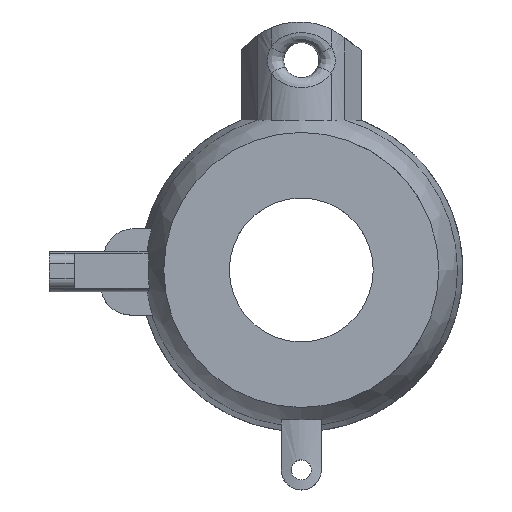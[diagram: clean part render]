
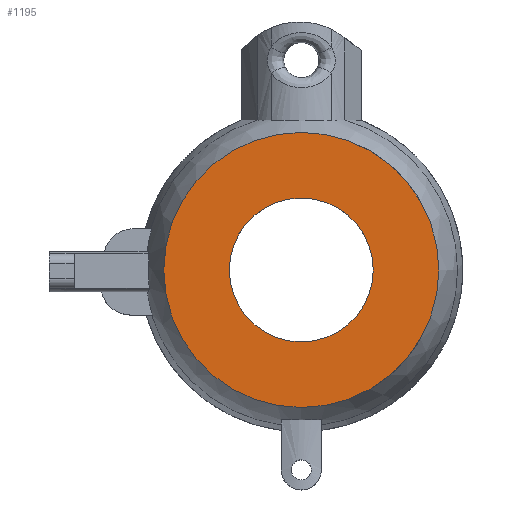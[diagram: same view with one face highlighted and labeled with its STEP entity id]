
A CAD part, top view. The second image highlights one B-rep face of the part: STEP entity #1195.
In plain terms, the highlighted planar face has unit normal (0, 0, 1).
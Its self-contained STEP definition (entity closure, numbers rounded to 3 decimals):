
#43=FACE_BOUND('',#252,.T.);
#113=PLANE('',#1321);
#175=FACE_OUTER_BOUND('',#251,.T.);
#251=EDGE_LOOP('',(#1067));
#252=EDGE_LOOP('',(#1068));
#452=CIRCLE('',#1309,7.2);
#456=CIRCLE('',#1316,13.763);
#568=VERTEX_POINT('',#2692);
#572=VERTEX_POINT('',#2705);
#733=EDGE_CURVE('',#568,#568,#452,.T.);
#739=EDGE_CURVE('',#572,#572,#456,.T.);
#1067=ORIENTED_EDGE('',*,*,#739,.T.);
#1068=ORIENTED_EDGE('',*,*,#733,.T.);
#1195=ADVANCED_FACE('',(#175,#43),#113,.T.);
#1309=AXIS2_PLACEMENT_3D('',#2694,#1581,#1582);
#1316=AXIS2_PLACEMENT_3D('',#2707,#1597,#1598);
#1321=AXIS2_PLACEMENT_3D('',#2714,#1608,#1609);
#1581=DIRECTION('center_axis',(0.,0.,-1.));
#1582=DIRECTION('ref_axis',(1.,0.,0.));
#1597=DIRECTION('center_axis',(0.,0.,1.));
#1598=DIRECTION('ref_axis',(1.,0.,0.));
#1608=DIRECTION('center_axis',(0.,0.,1.));
#1609=DIRECTION('ref_axis',(1.,0.,0.));
#2692=CARTESIAN_POINT('',(-7.2,0.,21.5));
#2694=CARTESIAN_POINT('Origin',(0.,0.,21.5));
#2705=CARTESIAN_POINT('',(-13.763,0.,21.5));
#2707=CARTESIAN_POINT('Origin',(0.,0.,21.5));
#2714=CARTESIAN_POINT('Origin',(0.,0.,21.5));
